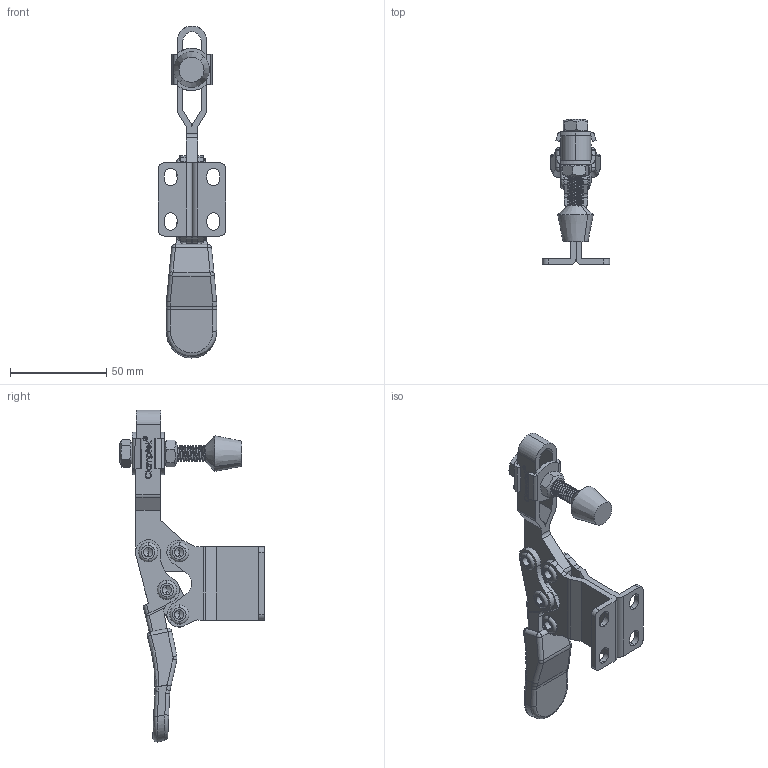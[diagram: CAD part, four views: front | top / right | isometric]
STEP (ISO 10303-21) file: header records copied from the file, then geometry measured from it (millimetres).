
FILE_DESCRIPTION (( 'STEP AP203' ), '1' );
FILE_NAME ('CH-225-DHB.STEP', '2017-11-23T10:41:05', ( 'Windows' ), ( 'Microsoft' ), 'SwSTEP 2.0', 'SolidWorks 2015', '' );
FILE_SCHEMA (( 'CONFIG_CONTROL_DESIGN' ));
Length unit declared in the file: millimetre
Products named in the file (11): CH-FW-516; 225-D-04; CH-225-DHB; 225-D-03; 1; 225-D-05; 56212-01; CH-FC-56212; CH-225-DHB-02揤參; 225-DHB-01
Assembly tree (16 placements, depth 3):
  CH-225-DHB
    225-DHB-01
    225-D-04  x2
    225-D-03
      225-D-03
      1
    225-D-05  x4
    56212-01  x2
    CH-FC-56212
    CH-225-DHB-02揤參
    CH-FW-516  x2
Bounding box: 35 x 75.19 x 172.35 mm (x, y, z)
Volume: 46832.4 mm3; surface area: 39767.1 mm2
Topology: 16 solids, 16 shells, 795 faces, 2088 edges, 1353 vertices
Faces by surface type: plane 328, cylinder 282, bspline 96, torus 36, cone 35, sphere 18
Entity records: 30942 total; most frequent: CARTESIAN_POINT 13975, ORIENTED_EDGE 3556, DIRECTION 2860, EDGE_CURVE 1778, VERTEX_POINT 1161, LINE 1024, VECTOR 1024, AXIS2_PLACEMENT_3D 918
